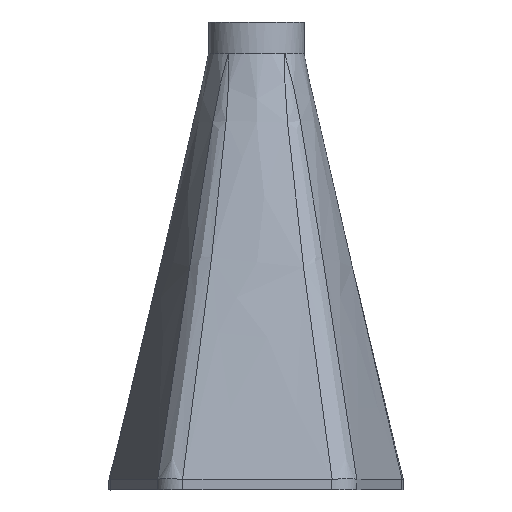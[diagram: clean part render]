
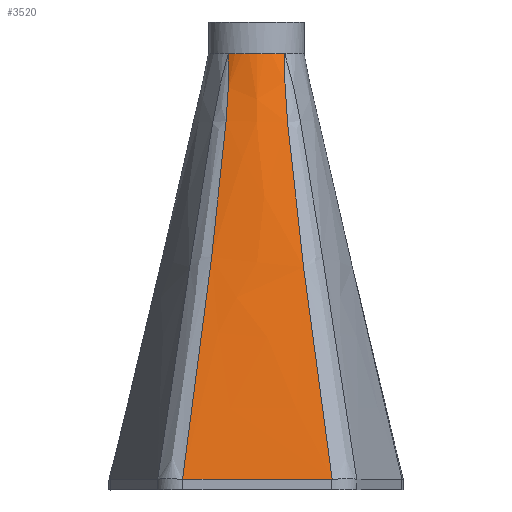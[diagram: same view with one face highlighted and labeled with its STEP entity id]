
A CAD part, front view. The second image highlights one B-rep face of the part: STEP entity #3520.
In plain terms, the highlighted free-form (B-spline) face has degree [3, 3] with [5, 4] control points.
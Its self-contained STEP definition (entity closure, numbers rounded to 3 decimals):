
#78=B_SPLINE_SURFACE_WITH_KNOTS('',3,3,((#10944,#10945,#10946,#10947),(#10948,
#10949,#10950,#10951),(#10952,#10953,#10954,#10955),(#10956,#10957,#10958,
#10959),(#10960,#10961,#10962,#10963)),.UNSPECIFIED.,.F.,.F.,.F.,(4,1,4),
(4,4),(0.,0.571,1.),(0.,1.),.UNSPECIFIED.);
#348=FACE_OUTER_BOUND('',#564,.T.);
#564=EDGE_LOOP('',(#2846,#2847,#2848,#2849,#2850,#2851));
#710=CIRCLE('',#3791,9.);
#946=B_SPLINE_CURVE_WITH_KNOTS('',3,(#10836,#10837,#10838,#10839,#10840,
#10841,#10842,#10843,#10844,#10845,#10846,#10847,#10848,#10849,#10850,#10851,
#10852,#10853,#10854,#10855,#10856),.UNSPECIFIED.,.F.,.F.,(4,1,1,1,1,1,
1,1,1,1,1,1,1,1,1,1,2,4),(-8.209,-7.399,-6.577,
-5.755,-4.933,-4.522,-4.111,
-3.699,-3.288,-2.877,-2.466,
-2.055,-1.644,-1.233,-0.822,
-0.411,0.,0.006),.UNSPECIFIED.);
#949=B_SPLINE_CURVE_WITH_KNOTS('',3,(#10934,#10935,#10936,#10937),
 .UNSPECIFIED.,.F.,.F.,(4,4),(-0.495,-0.489),
 .UNSPECIFIED.);
#951=B_SPLINE_CURVE_WITH_KNOTS('',3,(#10967,#10968,#10969,#10970),
 .UNSPECIFIED.,.F.,.F.,(4,4),(-4.792,-4.78),
 .UNSPECIFIED.);
#952=B_SPLINE_CURVE_WITH_KNOTS('',3,(#10972,#10973,#10974,#10975,#10976,
#10977,#10978,#10979,#10980,#10981,#10982,#10983,#10984,#10985,#10986,#10987,
#10988,#10989,#10990,#10991,#10992),.UNSPECIFIED.,.F.,.F.,(4,2,1,1,1,1,
1,1,1,1,1,1,1,1,1,1,1,4),(-0.006,0.,0.411,0.822,
1.233,1.644,2.055,2.466,2.877,
3.288,3.699,4.111,4.522,4.933,
5.755,6.577,7.399,8.209),
 .UNSPECIFIED.);
#1126=LINE('',#10965,#1260);
#1260=VECTOR('',#4356,10.);
#1588=VERTEX_POINT('',#10834);
#1589=VERTEX_POINT('',#10835);
#1593=VERTEX_POINT('',#10932);
#1595=VERTEX_POINT('',#10964);
#1596=VERTEX_POINT('',#10966);
#1597=VERTEX_POINT('',#10971);
#2063=EDGE_CURVE('',#1588,#1589,#946,.T.);
#2068=EDGE_CURVE('',#1593,#1588,#949,.T.);
#2071=EDGE_CURVE('',#1593,#1595,#1126,.T.);
#2072=EDGE_CURVE('',#1596,#1595,#951,.T.);
#2073=EDGE_CURVE('',#1597,#1596,#952,.T.);
#2074=EDGE_CURVE('',#1589,#1597,#710,.T.);
#2846=ORIENTED_EDGE('',*,*,#2063,.F.);
#2847=ORIENTED_EDGE('',*,*,#2068,.F.);
#2848=ORIENTED_EDGE('',*,*,#2071,.T.);
#2849=ORIENTED_EDGE('',*,*,#2072,.F.);
#2850=ORIENTED_EDGE('',*,*,#2073,.F.);
#2851=ORIENTED_EDGE('',*,*,#2074,.F.);
#3520=ADVANCED_FACE('',(#348),#78,.F.);
#3791=AXIS2_PLACEMENT_3D('',#10993,#4357,#4358);
#4356=DIRECTION('',(1.,0.008,0.));
#4357=DIRECTION('center_axis',(0.,0.,
1.));
#4358=DIRECTION('ref_axis',(1.,0.,0.));
#10834=CARTESIAN_POINT('',(-13.881,-24.381,0.003));
#10835=CARTESIAN_POINT('',(-5.232,-7.323,80.));
#10836=CARTESIAN_POINT('Ctrl Pts',(-13.881,-24.381,
0.003));
#10837=CARTESIAN_POINT('Ctrl Pts',(-13.52,-23.842,
2.623));
#10838=CARTESIAN_POINT('Ctrl Pts',(-12.798,-22.756,
7.904));
#10839=CARTESIAN_POINT('Ctrl Pts',(-11.728,-21.128,
15.847));
#10840=CARTESIAN_POINT('Ctrl Pts',(-10.672,-19.496,
23.831));
#10841=CARTESIAN_POINT('Ctrl Pts',(-9.812,-18.139,
30.487));
#10842=CARTESIAN_POINT('Ctrl Pts',(-9.139,-17.055,
35.814));
#10843=CARTESIAN_POINT('Ctrl Pts',(-8.643,-16.242,
39.81));
#10844=CARTESIAN_POINT('Ctrl Pts',(-8.157,-15.429,
43.807));
#10845=CARTESIAN_POINT('Ctrl Pts',(-7.683,-14.615,
47.806));
#10846=CARTESIAN_POINT('Ctrl Pts',(-7.224,-13.799,
51.807));
#10847=CARTESIAN_POINT('Ctrl Pts',(-6.783,-12.98,
55.81));
#10848=CARTESIAN_POINT('Ctrl Pts',(-6.365,-12.155,
59.814));
#10849=CARTESIAN_POINT('Ctrl Pts',(-5.977,-11.318,
63.822));
#10850=CARTESIAN_POINT('Ctrl Pts',(-5.632,-10.461,
67.835));
#10851=CARTESIAN_POINT('Ctrl Pts',(-5.35,-9.567,
71.853));
#10852=CARTESIAN_POINT('Ctrl Pts',(-5.17,-8.592,
75.883));
#10853=CARTESIAN_POINT('Ctrl Pts',(-5.174,-7.819,
78.585));
#10854=CARTESIAN_POINT('Ctrl Pts',(-5.23,-7.336,
79.963));
#10855=CARTESIAN_POINT('Ctrl Pts',(-5.231,-7.33,
79.981));
#10856=CARTESIAN_POINT('Ctrl Pts',(-5.232,-7.323,
80.));
#10932=CARTESIAN_POINT('',(-13.807,-24.381,0.));
#10934=CARTESIAN_POINT('Ctrl Pts',(-13.807,-24.381,
0.));
#10935=CARTESIAN_POINT('Ctrl Pts',(-13.832,-24.381,
0.));
#10936=CARTESIAN_POINT('Ctrl Pts',(-13.856,-24.381,
0.001));
#10937=CARTESIAN_POINT('Ctrl Pts',(-13.881,-24.381,
0.003));
#10944=CARTESIAN_POINT('Ctrl Pts',(-5.232,-7.323,
80.));
#10945=CARTESIAN_POINT('Ctrl Pts',(-9.301,-13.019,
53.333));
#10946=CARTESIAN_POINT('Ctrl Pts',(-13.371,-18.714,
26.667));
#10947=CARTESIAN_POINT('Ctrl Pts',(-17.44,-24.41,
0.));
#10948=CARTESIAN_POINT('Ctrl Pts',(-3.479,-8.575,
80.));
#10949=CARTESIAN_POINT('Ctrl Pts',(-5.892,-13.832,
53.333));
#10950=CARTESIAN_POINT('Ctrl Pts',(-8.309,-19.1,
26.667));
#10951=CARTESIAN_POINT('Ctrl Pts',(-10.723,-24.357,0.));
#10952=CARTESIAN_POINT('Ctrl Pts',(0.397,-9.608,
80.));
#10953=CARTESIAN_POINT('Ctrl Pts',(0.609,-14.495,
53.333));
#10954=CARTESIAN_POINT('Ctrl Pts',(0.821,-19.377,
26.667));
#10955=CARTESIAN_POINT('Ctrl Pts',(1.033,-24.263,0.));
#10956=CARTESIAN_POINT('Ctrl Pts',(4.048,-8.199,80.));
#10957=CARTESIAN_POINT('Ctrl Pts',(6.961,-13.522,53.333));
#10958=CARTESIAN_POINT('Ctrl Pts',(9.876,-18.846,26.667));
#10959=CARTESIAN_POINT('Ctrl Pts',(12.788,-24.17,0.));
#10960=CARTESIAN_POINT('Ctrl Pts',(5.348,-7.239,80.));
#10961=CARTESIAN_POINT('Ctrl Pts',(9.507,-12.869,53.333));
#10962=CARTESIAN_POINT('Ctrl Pts',(13.667,-18.499,26.667));
#10963=CARTESIAN_POINT('Ctrl Pts',(17.826,-24.129,0.));
#10964=CARTESIAN_POINT('',(14.193,-24.158,0.));
#10965=CARTESIAN_POINT('',(-17.44,-24.41,0.));
#10966=CARTESIAN_POINT('',(14.267,-24.157,0.003));
#10967=CARTESIAN_POINT('Ctrl Pts',(14.267,-24.157,0.003));
#10968=CARTESIAN_POINT('Ctrl Pts',(14.242,-24.158,0.001));
#10969=CARTESIAN_POINT('Ctrl Pts',(14.218,-24.158,0.));
#10970=CARTESIAN_POINT('Ctrl Pts',(14.193,-24.158,0.));
#10971=CARTESIAN_POINT('',(5.348,-7.239,80.));
#10972=CARTESIAN_POINT('Ctrl Pts',(5.348,-7.239,80.));
#10973=CARTESIAN_POINT('Ctrl Pts',(5.347,-7.245,79.981));
#10974=CARTESIAN_POINT('Ctrl Pts',(5.346,-7.252,79.963));
#10975=CARTESIAN_POINT('Ctrl Pts',(5.297,-7.736,78.585));
#10976=CARTESIAN_POINT('Ctrl Pts',(5.306,-8.508,75.883));
#10977=CARTESIAN_POINT('Ctrl Pts',(5.501,-9.481,71.853));
#10978=CARTESIAN_POINT('Ctrl Pts',(5.797,-10.371,67.835));
#10979=CARTESIAN_POINT('Ctrl Pts',(6.156,-11.222,63.822));
#10980=CARTESIAN_POINT('Ctrl Pts',(6.557,-12.052,59.814));
#10981=CARTESIAN_POINT('Ctrl Pts',(6.989,-12.871,55.81));
#10982=CARTESIAN_POINT('Ctrl Pts',(7.443,-13.683,51.807));
#10983=CARTESIAN_POINT('Ctrl Pts',(7.915,-14.491,47.806));
#10984=CARTESIAN_POINT('Ctrl Pts',(8.401,-15.297,43.807));
#10985=CARTESIAN_POINT('Ctrl Pts',(8.9,-16.102,39.81));
#10986=CARTESIAN_POINT('Ctrl Pts',(9.409,-16.907,35.814));
#10987=CARTESIAN_POINT('Ctrl Pts',(10.099,-17.981,30.487));
#10988=CARTESIAN_POINT('Ctrl Pts',(10.981,-19.324,23.831));
#10989=CARTESIAN_POINT('Ctrl Pts',(12.063,-20.939,15.847));
#10990=CARTESIAN_POINT('Ctrl Pts',(13.159,-22.55,7.904));
#10991=CARTESIAN_POINT('Ctrl Pts',(13.898,-23.624,2.623));
#10992=CARTESIAN_POINT('Ctrl Pts',(14.267,-24.157,0.003));
#10993=CARTESIAN_POINT('Origin',(0.,0.,80.));
